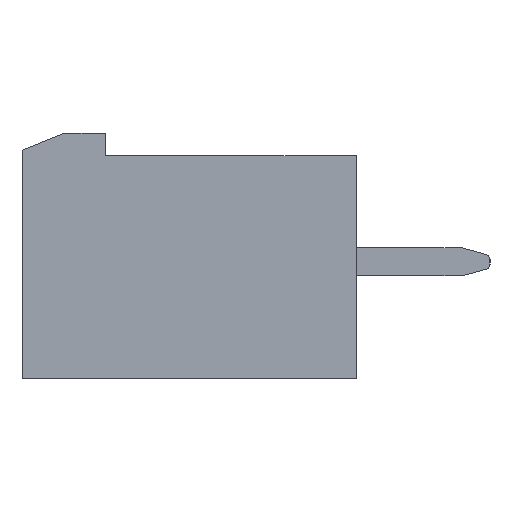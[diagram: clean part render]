
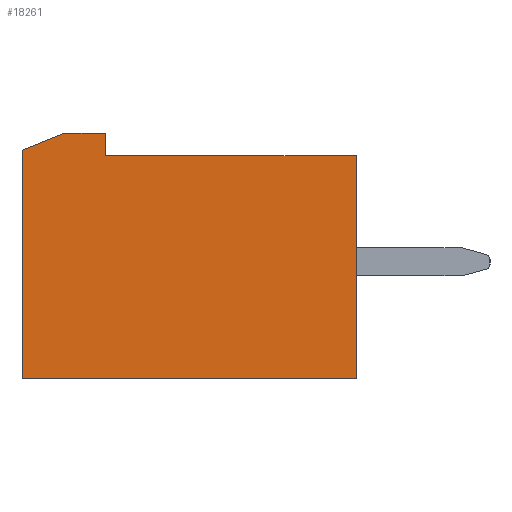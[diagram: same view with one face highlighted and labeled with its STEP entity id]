
A CAD part, left-side view. The second image highlights one B-rep face of the part: STEP entity #18261.
In plain terms, the highlighted planar face has unit normal (-1, 0, 0).
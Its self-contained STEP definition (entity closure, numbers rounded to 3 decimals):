
#379 = CARTESIAN_POINT ( 'NONE',  ( -0.705, 10.5, 0.8 ) ) ;
#381 = VERTEX_POINT ( 'NONE', #16383 ) ;
#501 = CARTESIAN_POINT ( 'NONE',  ( -0.705, 0., -8. ) ) ;
#656 = CARTESIAN_POINT ( 'NONE',  ( -0.705, 9.01, 0.8 ) ) ;
#698 = CARTESIAN_POINT ( 'NONE',  ( -0.705, 9.01, 0.8 ) ) ;
#743 = VECTOR ( 'NONE', #12869, 1000. ) ;
#1034 = ORIENTED_EDGE ( 'NONE', *, *, #4759, .T. ) ;
#1522 = VERTEX_POINT ( 'NONE', #11459 ) ;
#2662 = CARTESIAN_POINT ( 'NONE',  ( -0.705, 10.5, 0.8 ) ) ;
#3501 = ORIENTED_EDGE ( 'NONE', *, *, #19204, .T. ) ;
#3563 = CARTESIAN_POINT ( 'NONE',  ( -0.705, 12., 0.2 ) ) ;
#3591 = LINE ( 'NONE', #2662, #10648 ) ;
#3620 = EDGE_CURVE ( 'NONE', #381, #1522, #9611, .T. ) ;
#4168 = DIRECTION ( 'NONE',  ( 0., 0.928, -0.371 ) ) ;
#4455 = CARTESIAN_POINT ( 'NONE',  ( -0.705, 0., 0. ) ) ;
#4611 = VERTEX_POINT ( 'NONE', #379 ) ;
#4759 = EDGE_CURVE ( 'NONE', #8428, #4611, #7957, .T. ) ;
#4850 = CARTESIAN_POINT ( 'NONE',  ( -0.705, 12., -8. ) ) ;
#5065 = DIRECTION ( 'NONE',  ( 0., 0., -1. ) ) ;
#5882 = LINE ( 'NONE', #501, #13844 ) ;
#5969 = DIRECTION ( 'NONE',  ( -1., 0., 0. ) ) ;
#6363 = ORIENTED_EDGE ( 'NONE', *, *, #16452, .T. ) ;
#6658 = EDGE_LOOP ( 'NONE', ( #6363, #12606, #15640, #9749, #1034, #18394, #3501 ) ) ;
#7452 = EDGE_CURVE ( 'NONE', #4611, #11329, #3591, .T. ) ;
#7534 = CARTESIAN_POINT ( 'NONE',  ( -0.705, 12., -8. ) ) ;
#7539 = CARTESIAN_POINT ( 'NONE',  ( -0.705, 0., -8. ) ) ;
#7623 = VERTEX_POINT ( 'NONE', #7534 ) ;
#7672 = LINE ( 'NONE', #3563, #19062 ) ;
#7957 = LINE ( 'NONE', #656, #11453 ) ;
#8428 = VERTEX_POINT ( 'NONE', #698 ) ;
#9134 = VECTOR ( 'NONE', #9868, 1000. ) ;
#9289 = VERTEX_POINT ( 'NONE', #7539 ) ;
#9543 = DIRECTION ( 'NONE',  ( 0., 0., 1. ) ) ;
#9611 = LINE ( 'NONE', #14387, #9134 ) ;
#9749 = ORIENTED_EDGE ( 'NONE', *, *, #10684, .T. ) ;
#9868 = DIRECTION ( 'NONE',  ( 0., 1., 0. ) ) ;
#10491 = AXIS2_PLACEMENT_3D ( 'NONE', #4455, #5969, #16464 ) ;
#10648 = VECTOR ( 'NONE', #4168, 1000. ) ;
#10684 = EDGE_CURVE ( 'NONE', #1522, #8428, #12697, .T. ) ;
#11191 = FACE_OUTER_BOUND ( 'NONE', #6658, .T. ) ;
#11311 = CARTESIAN_POINT ( 'NONE',  ( -0.705, 9.01, 0. ) ) ;
#11329 = VERTEX_POINT ( 'NONE', #14525 ) ;
#11453 = VECTOR ( 'NONE', #15832, 1000. ) ;
#11459 = CARTESIAN_POINT ( 'NONE',  ( -0.705, 9.01, 0. ) ) ;
#12606 = ORIENTED_EDGE ( 'NONE', *, *, #15846, .T. ) ;
#12655 = VECTOR ( 'NONE', #16832, 1000. ) ;
#12697 = LINE ( 'NONE', #11311, #743 ) ;
#12869 = DIRECTION ( 'NONE',  ( 0., 0., 1. ) ) ;
#13432 = PLANE ( 'NONE',  #10491 ) ;
#13844 = VECTOR ( 'NONE', #9543, 1000. ) ;
#14387 = CARTESIAN_POINT ( 'NONE',  ( -0.705, 0., 0. ) ) ;
#14525 = CARTESIAN_POINT ( 'NONE',  ( -0.705, 12., 0.2 ) ) ;
#15640 = ORIENTED_EDGE ( 'NONE', *, *, #3620, .T. ) ;
#15832 = DIRECTION ( 'NONE',  ( 0., 1., 0. ) ) ;
#15846 = EDGE_CURVE ( 'NONE', #9289, #381, #5882, .T. ) ;
#16213 = LINE ( 'NONE', #4850, #12655 ) ;
#16383 = CARTESIAN_POINT ( 'NONE',  ( -0.705, 0., 0. ) ) ;
#16452 = EDGE_CURVE ( 'NONE', #7623, #9289, #16213, .T. ) ;
#16464 = DIRECTION ( 'NONE',  ( 0., 0., 1. ) ) ;
#16832 = DIRECTION ( 'NONE',  ( 0., -1., 0. ) ) ;
#18261 = ADVANCED_FACE ( 'NONE', ( #11191 ), #13432, .T. ) ;
#18394 = ORIENTED_EDGE ( 'NONE', *, *, #7452, .T. ) ;
#19062 = VECTOR ( 'NONE', #5065, 1000. ) ;
#19204 = EDGE_CURVE ( 'NONE', #11329, #7623, #7672, .T. ) ;
